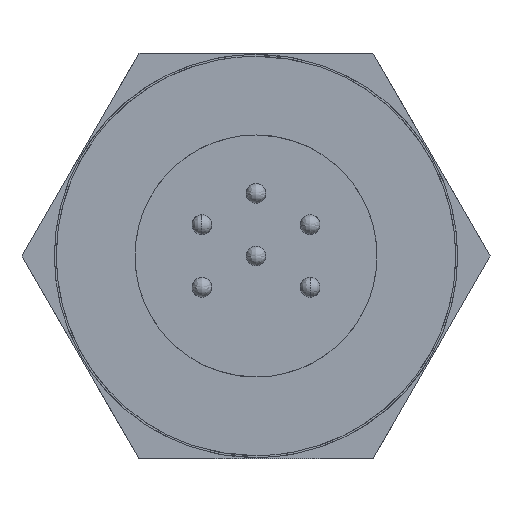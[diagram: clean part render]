
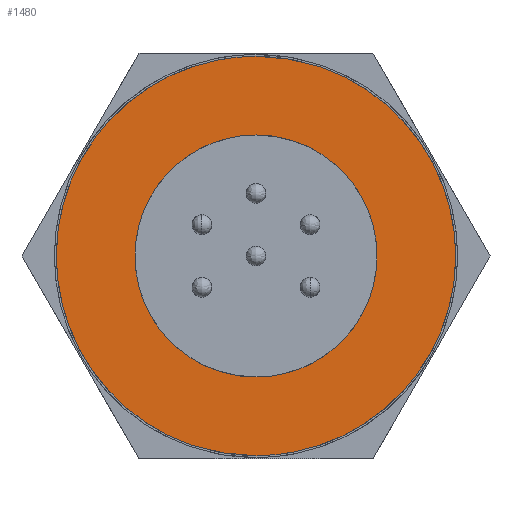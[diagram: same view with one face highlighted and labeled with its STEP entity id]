
A CAD part, left-side view. The second image highlights one B-rep face of the part: STEP entity #1480.
In plain terms, the highlighted planar face has unit normal (-1, 0, 0).
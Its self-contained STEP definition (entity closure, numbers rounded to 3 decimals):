
#969 = ORIENTED_EDGE ( 'NONE', *, *, #3642, .F. ) ;
#987 = B_SPLINE_CURVE_WITH_KNOTS ( 'NONE', 3,
 ( #3645, #3610, #3637, #3654, #3657, #3660, #3664, #3671, #3674, #3684, #3689, #3690, #3699, #3700, #3701, #3705, #3710, #3711 ),
 .UNSPECIFIED., .F., .F.,
 ( 4, 2, 2, 2, 2, 2, 2, 2, 4 ),
 ( 0., 0.125, 0.25, 0.375, 0.5, 0.625, 0.75, 0.875, 1. ),
 .UNSPECIFIED. ) ;
#1025 = B_SPLINE_CURVE_WITH_KNOTS ( 'NONE', 3,
 ( #3204, #3199, #3244, #3247, #3253, #3255, #3261, #3267, #3274, #3278, #3280, #3285, #3289, #3291, #3293, #3300, #3304, #3307 ),
 .UNSPECIFIED., .F., .F.,
 ( 4, 2, 2, 2, 2, 2, 2, 2, 4 ),
 ( 0., 0.125, 0.25, 0.375, 0.5, 0.625, 0.75, 0.875, 1. ),
 .UNSPECIFIED. ) ;
#1098 = CARTESIAN_POINT ( 'NONE',  ( 2.2, 0., 6.15 ) ) ;
#1236 = CARTESIAN_POINT ( 'NONE',  ( 2.2, 0., 6.15 ) ) ;
#1241 = CARTESIAN_POINT ( 'NONE',  ( 2.2, -0.805, 6.15 ) ) ;
#1248 = CARTESIAN_POINT ( 'NONE',  ( 2.2, -1.61, 5.99 ) ) ;
#1254 = CARTESIAN_POINT ( 'NONE',  ( 2.2, -3.097, 5.374 ) ) ;
#1258 = CARTESIAN_POINT ( 'NONE',  ( 2.2, -3.779, 4.918 ) ) ;
#1264 = CARTESIAN_POINT ( 'NONE',  ( 2.2, -4.918, 3.779 ) ) ;
#1267 = CARTESIAN_POINT ( 'NONE',  ( 2.2, -5.374, 3.097 ) ) ;
#1268 = CARTESIAN_POINT ( 'NONE',  ( 2.2, -5.99, 1.61 ) ) ;
#1272 = CARTESIAN_POINT ( 'NONE',  ( 2.2, -6.15, 0.805 ) ) ;
#1276 = CARTESIAN_POINT ( 'NONE',  ( 2.2, -6.15, -0.805 ) ) ;
#1277 = CARTESIAN_POINT ( 'NONE',  ( 2.2, -5.99, -1.61 ) ) ;
#1280 = CARTESIAN_POINT ( 'NONE',  ( 2.2, -5.374, -3.097 ) ) ;
#1284 = CARTESIAN_POINT ( 'NONE',  ( 2.2, -4.918, -3.779 ) ) ;
#1289 = CARTESIAN_POINT ( 'NONE',  ( 2.2, -3.779, -4.918 ) ) ;
#1294 = CARTESIAN_POINT ( 'NONE',  ( 2.2, -3.097, -5.374 ) ) ;
#1296 = CARTESIAN_POINT ( 'NONE',  ( 2.2, -1.61, -5.99 ) ) ;
#1298 = CARTESIAN_POINT ( 'NONE',  ( 2.2, -0.805, -6.15 ) ) ;
#1302 = CARTESIAN_POINT ( 'NONE',  ( 2.2, 0., -6.15 ) ) ;
#1368 = VERTEX_POINT ( 'NONE', #2016 ) ;
#1480 = ADVANCED_FACE ( 'NONE', ( #1930, #1875 ), #3939, .F. ) ;
#1699 = EDGE_CURVE ( 'NONE', #1368, #2941, #1025, .T. ) ;
#1765 = EDGE_CURVE ( 'NONE', #3778, #2887, #987, .T. ) ;
#1875 = FACE_BOUND ( 'NONE', #2086, .T. ) ;
#1930 = FACE_OUTER_BOUND ( 'NONE', #2083, .T. ) ;
#2016 = CARTESIAN_POINT ( 'NONE',  ( 2.2, 0., -10.15 ) ) ;
#2083 = EDGE_LOOP ( 'NONE', ( #2110, #3730 ) ) ;
#2086 = EDGE_LOOP ( 'NONE', ( #969, #3317 ) ) ;
#2110 = ORIENTED_EDGE ( 'NONE', *, *, #2811, .F. ) ;
#2112 = B_SPLINE_CURVE_WITH_KNOTS ( 'NONE', 3,
 ( #1302, #1298, #1296, #1294, #1289, #1284, #1280, #1277, #1276, #1272, #1268, #1267, #1264, #1258, #1254, #1248, #1241, #1236 ),
 .UNSPECIFIED., .F., .F.,
 ( 4, 2, 2, 2, 2, 2, 2, 2, 4 ),
 ( 0., 0.125, 0.25, 0.375, 0.5, 0.625, 0.75, 0.875, 1. ),
 .UNSPECIFIED. ) ;
#2399 = B_SPLINE_CURVE_WITH_KNOTS ( 'NONE', 3,
 ( #3944, #3954, #3638, #3634, #3633, #3628, #3622, #3617, #3612, #3607, #3605, #3601, #3598, #3594, #3590, #3589, #3586, #3579 ),
 .UNSPECIFIED., .F., .F.,
 ( 4, 2, 2, 2, 2, 2, 2, 2, 4 ),
 ( 0., 0.125, 0.25, 0.375, 0.5, 0.625, 0.75, 0.875, 1. ),
 .UNSPECIFIED. ) ;
#2811 = EDGE_CURVE ( 'NONE', #2941, #1368, #2399, .T. ) ;
#2887 = VERTEX_POINT ( 'NONE', #3485 ) ;
#2941 = VERTEX_POINT ( 'NONE', #3346 ) ;
#3040 = AXIS2_PLACEMENT_3D ( 'NONE', #3933, #3910, #3947 ) ;
#3199 = CARTESIAN_POINT ( 'NONE',  ( 2.2, 1.329, -10.15 ) ) ;
#3204 = CARTESIAN_POINT ( 'NONE',  ( 2.2, 0., -10.15 ) ) ;
#3244 = CARTESIAN_POINT ( 'NONE',  ( 2.2, 2.657, -9.886 ) ) ;
#3247 = CARTESIAN_POINT ( 'NONE',  ( 2.2, 5.112, -8.869 ) ) ;
#3253 = CARTESIAN_POINT ( 'NONE',  ( 2.2, 6.238, -8.117 ) ) ;
#3255 = CARTESIAN_POINT ( 'NONE',  ( 2.2, 8.117, -6.238 ) ) ;
#3261 = CARTESIAN_POINT ( 'NONE',  ( 2.2, 8.869, -5.112 ) ) ;
#3267 = CARTESIAN_POINT ( 'NONE',  ( 2.2, 9.886, -2.657 ) ) ;
#3274 = CARTESIAN_POINT ( 'NONE',  ( 2.2, 10.15, -1.329 ) ) ;
#3278 = CARTESIAN_POINT ( 'NONE',  ( 2.2, 10.15, 1.329 ) ) ;
#3280 = CARTESIAN_POINT ( 'NONE',  ( 2.2, 9.886, 2.657 ) ) ;
#3285 = CARTESIAN_POINT ( 'NONE',  ( 2.2, 8.869, 5.112 ) ) ;
#3289 = CARTESIAN_POINT ( 'NONE',  ( 2.2, 8.117, 6.238 ) ) ;
#3291 = CARTESIAN_POINT ( 'NONE',  ( 2.2, 6.238, 8.117 ) ) ;
#3293 = CARTESIAN_POINT ( 'NONE',  ( 2.2, 5.112, 8.869 ) ) ;
#3300 = CARTESIAN_POINT ( 'NONE',  ( 2.2, 2.657, 9.886 ) ) ;
#3304 = CARTESIAN_POINT ( 'NONE',  ( 2.2, 1.329, 10.15 ) ) ;
#3307 = CARTESIAN_POINT ( 'NONE',  ( 2.2, 0., 10.15 ) ) ;
#3317 = ORIENTED_EDGE ( 'NONE', *, *, #1765, .F. ) ;
#3346 = CARTESIAN_POINT ( 'NONE',  ( 2.2, 0., 10.15 ) ) ;
#3485 = CARTESIAN_POINT ( 'NONE',  ( 2.2, 0., -6.15 ) ) ;
#3579 = CARTESIAN_POINT ( 'NONE',  ( 2.2, 0., -10.15 ) ) ;
#3586 = CARTESIAN_POINT ( 'NONE',  ( 2.2, -1.329, -10.15 ) ) ;
#3589 = CARTESIAN_POINT ( 'NONE',  ( 2.2, -2.657, -9.886 ) ) ;
#3590 = CARTESIAN_POINT ( 'NONE',  ( 2.2, -5.112, -8.869 ) ) ;
#3594 = CARTESIAN_POINT ( 'NONE',  ( 2.2, -6.238, -8.117 ) ) ;
#3598 = CARTESIAN_POINT ( 'NONE',  ( 2.2, -8.117, -6.238 ) ) ;
#3601 = CARTESIAN_POINT ( 'NONE',  ( 2.2, -8.869, -5.112 ) ) ;
#3605 = CARTESIAN_POINT ( 'NONE',  ( 2.2, -9.886, -2.657 ) ) ;
#3607 = CARTESIAN_POINT ( 'NONE',  ( 2.2, -10.15, -1.329 ) ) ;
#3610 = CARTESIAN_POINT ( 'NONE',  ( 2.2, 0.805, 6.15 ) ) ;
#3612 = CARTESIAN_POINT ( 'NONE',  ( 2.2, -10.15, 1.329 ) ) ;
#3617 = CARTESIAN_POINT ( 'NONE',  ( 2.2, -9.886, 2.657 ) ) ;
#3622 = CARTESIAN_POINT ( 'NONE',  ( 2.2, -8.869, 5.112 ) ) ;
#3628 = CARTESIAN_POINT ( 'NONE',  ( 2.2, -8.117, 6.238 ) ) ;
#3633 = CARTESIAN_POINT ( 'NONE',  ( 2.2, -6.238, 8.117 ) ) ;
#3634 = CARTESIAN_POINT ( 'NONE',  ( 2.2, -5.112, 8.869 ) ) ;
#3637 = CARTESIAN_POINT ( 'NONE',  ( 2.2, 1.61, 5.99 ) ) ;
#3638 = CARTESIAN_POINT ( 'NONE',  ( 2.2, -2.657, 9.886 ) ) ;
#3642 = EDGE_CURVE ( 'NONE', #2887, #3778, #2112, .T. ) ;
#3645 = CARTESIAN_POINT ( 'NONE',  ( 2.2, 0., 6.15 ) ) ;
#3654 = CARTESIAN_POINT ( 'NONE',  ( 2.2, 3.097, 5.374 ) ) ;
#3657 = CARTESIAN_POINT ( 'NONE',  ( 2.2, 3.779, 4.918 ) ) ;
#3660 = CARTESIAN_POINT ( 'NONE',  ( 2.2, 4.918, 3.779 ) ) ;
#3664 = CARTESIAN_POINT ( 'NONE',  ( 2.2, 5.374, 3.097 ) ) ;
#3671 = CARTESIAN_POINT ( 'NONE',  ( 2.2, 5.99, 1.61 ) ) ;
#3674 = CARTESIAN_POINT ( 'NONE',  ( 2.2, 6.15, 0.805 ) ) ;
#3684 = CARTESIAN_POINT ( 'NONE',  ( 2.2, 6.15, -0.805 ) ) ;
#3689 = CARTESIAN_POINT ( 'NONE',  ( 2.2, 5.99, -1.61 ) ) ;
#3690 = CARTESIAN_POINT ( 'NONE',  ( 2.2, 5.374, -3.097 ) ) ;
#3699 = CARTESIAN_POINT ( 'NONE',  ( 2.2, 4.918, -3.779 ) ) ;
#3700 = CARTESIAN_POINT ( 'NONE',  ( 2.2, 3.779, -4.918 ) ) ;
#3701 = CARTESIAN_POINT ( 'NONE',  ( 2.2, 3.097, -5.374 ) ) ;
#3705 = CARTESIAN_POINT ( 'NONE',  ( 2.2, 1.61, -5.99 ) ) ;
#3710 = CARTESIAN_POINT ( 'NONE',  ( 2.2, 0.805, -6.15 ) ) ;
#3711 = CARTESIAN_POINT ( 'NONE',  ( 2.2, 0., -6.15 ) ) ;
#3730 = ORIENTED_EDGE ( 'NONE', *, *, #1699, .F. ) ;
#3778 = VERTEX_POINT ( 'NONE', #1098 ) ;
#3910 = DIRECTION ( 'NONE',  ( 1., 0., 0. ) ) ;
#3933 = CARTESIAN_POINT ( 'NONE',  ( 2.2, 0., -6.15 ) ) ;
#3939 = PLANE ( 'NONE',  #3040 ) ;
#3944 = CARTESIAN_POINT ( 'NONE',  ( 2.2, 0., 10.15 ) ) ;
#3947 = DIRECTION ( 'NONE',  ( 0., 0., -1. ) ) ;
#3954 = CARTESIAN_POINT ( 'NONE',  ( 2.2, -1.329, 10.15 ) ) ;
